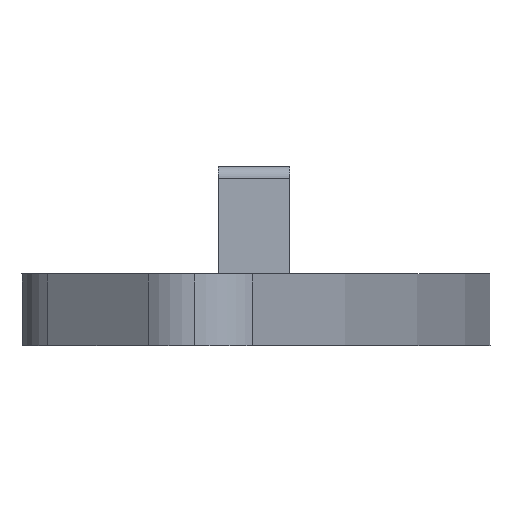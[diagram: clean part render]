
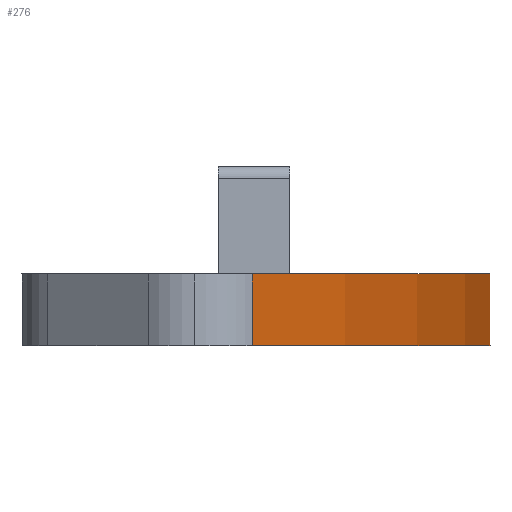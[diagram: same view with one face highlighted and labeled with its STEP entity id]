
A CAD part, left-side view. The second image highlights one B-rep face of the part: STEP entity #276.
In plain terms, the highlighted cylindrical face has radius 51.5 mm (diameter 103 mm), a partial arc.
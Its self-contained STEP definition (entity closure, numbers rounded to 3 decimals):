
#55 = DIRECTION ( 'NONE',  ( 0., 0., 1. ) ) ;
#59 = DIRECTION ( 'NONE',  ( 1., 0., 0. ) ) ;
#74 = DIRECTION ( 'NONE',  ( 0., 0., 1. ) ) ;
#80 = DIRECTION ( 'NONE',  ( 1., 0., 0. ) ) ;
#94 = ORIENTED_EDGE ( 'NONE', *, *, #989, .T. ) ;
#123 = AXIS2_PLACEMENT_3D ( 'NONE', #308, #74, #921 ) ;
#132 = VECTOR ( 'NONE', #550, 1000. ) ;
#141 = EDGE_LOOP ( 'NONE', ( #481, #754, #94, #441 ) ) ;
#142 = CIRCLE ( 'NONE', #415, 51.5 ) ;
#159 = CARTESIAN_POINT ( 'NONE',  ( -30.6, -226.433, 682.5 ) ) ;
#167 = EDGE_CURVE ( 'NONE', #172, #285, #752, .T. ) ;
#170 = CYLINDRICAL_SURFACE ( 'NONE', #852, 51.5 ) ;
#172 = VERTEX_POINT ( 'NONE', #692 ) ;
#179 = LINE ( 'NONE', #897, #896 ) ;
#227 = DIRECTION ( 'NONE',  ( 0., 0., 1. ) ) ;
#276 = ADVANCED_FACE ( 'NONE', ( #585 ), #170, .T. ) ;
#285 = VERTEX_POINT ( 'NONE', #924 ) ;
#301 = CARTESIAN_POINT ( 'NONE',  ( 0., -185.01, 682.5 ) ) ;
#308 = CARTESIAN_POINT ( 'NONE',  ( 0., -185.01, 681.5 ) ) ;
#377 = VERTEX_POINT ( 'NONE', #844 ) ;
#399 = EDGE_CURVE ( 'NONE', #377, #172, #517, .T. ) ;
#415 = AXIS2_PLACEMENT_3D ( 'NONE', #746, #515, #59 ) ;
#441 = ORIENTED_EDGE ( 'NONE', *, *, #399, .T. ) ;
#481 = ORIENTED_EDGE ( 'NONE', *, *, #167, .T. ) ;
#515 = DIRECTION ( 'NONE',  ( 0., 0., -1. ) ) ;
#517 = LINE ( 'NONE', #159, #132 ) ;
#550 = DIRECTION ( 'NONE',  ( 0., 0., -1. ) ) ;
#585 = FACE_OUTER_BOUND ( 'NONE', #141, .T. ) ;
#624 = VERTEX_POINT ( 'NONE', #666 ) ;
#666 = CARTESIAN_POINT ( 'NONE',  ( 30.6, -226.433, 684.5 ) ) ;
#692 = CARTESIAN_POINT ( 'NONE',  ( -30.6, -226.433, 681.5 ) ) ;
#746 = CARTESIAN_POINT ( 'NONE',  ( 0., -185.01, 684.5 ) ) ;
#752 = CIRCLE ( 'NONE', #123, 51.5 ) ;
#754 = ORIENTED_EDGE ( 'NONE', *, *, #990, .T. ) ;
#844 = CARTESIAN_POINT ( 'NONE',  ( -30.6, -226.433, 684.5 ) ) ;
#852 = AXIS2_PLACEMENT_3D ( 'NONE', #301, #227, #80 ) ;
#896 = VECTOR ( 'NONE', #55, 1000. ) ;
#897 = CARTESIAN_POINT ( 'NONE',  ( 30.6, -226.433, 682.5 ) ) ;
#921 = DIRECTION ( 'NONE',  ( 1., 0., 0. ) ) ;
#924 = CARTESIAN_POINT ( 'NONE',  ( 30.6, -226.433, 681.5 ) ) ;
#989 = EDGE_CURVE ( 'NONE', #624, #377, #142, .T. ) ;
#990 = EDGE_CURVE ( 'NONE', #285, #624, #179, .T. ) ;
